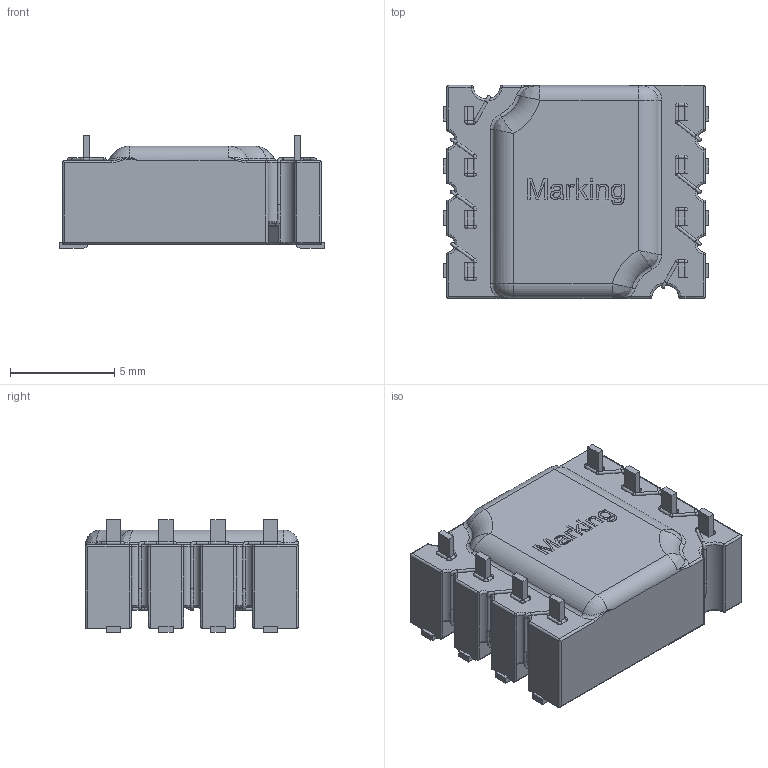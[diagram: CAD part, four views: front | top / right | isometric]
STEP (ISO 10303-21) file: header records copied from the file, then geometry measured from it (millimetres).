
FILE_DESCRIPTION(/* description */ ('Unknown'),/* implementation_level */ '2;1');
FILE_NAME(/* name */ 'L_Wurth_WE-SL-74420x',/* time_stamp */ '2025-06-05T17:52:12+08:00',/* author */ ('Unknown'),/* organization */ ('Unknown'),/* preprocessor_version */ 'ST-DEVELOPER v19.4',/* originating_system */ 'Solid Edge',/* authorisation */ 'Unknown');
FILE_SCHEMA (('AUTOMOTIVE_DESIGN {1 0 10303 214 3 1 1}'));
Length unit declared in the file: millimetre
Products named in the file (2): L_Wurth_WE-SL-74420x
Assembly tree (1 placements, depth 2):
  L_Wurth_WE-SL-74420x
    L_Wurth_WE-SL-74420x
Bounding box: 12.7 x 10.2 x 5.4 mm (x, y, z)
Volume: 414.3 mm3; surface area: 1033.9 mm2
Topology: 14 solids, 14 shells, 806 faces, 1910 edges, 1114 vertices
Faces by surface type: cylinder 307, plane 217, torus 144, bspline 118, sphere 19, cone 1
Full cylindrical faces by diameter (mm): 0.15 x185, 3.4 x1, 6.6 x1, 7.82 x1
Entity records: 30148 total; most frequent: CARTESIAN_POINT 11939, DIRECTION 2962, ORIENTED_EDGE 2946, EDGE_CURVE 1473, EDGE_LOOP 1217, FACE_BOUND 1217, AXIS2_PLACEMENT_3D 1201, VERTEX_POINT 1088
